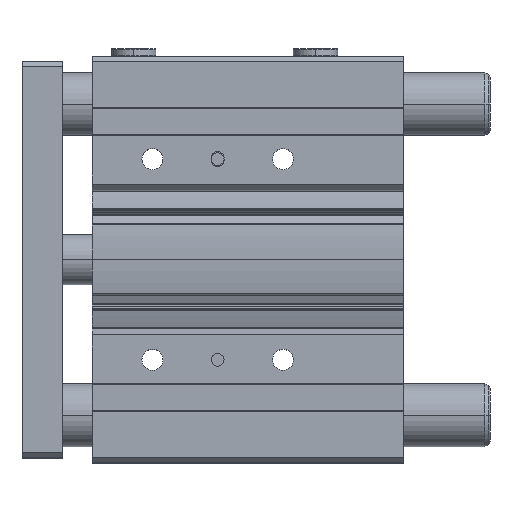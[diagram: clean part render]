
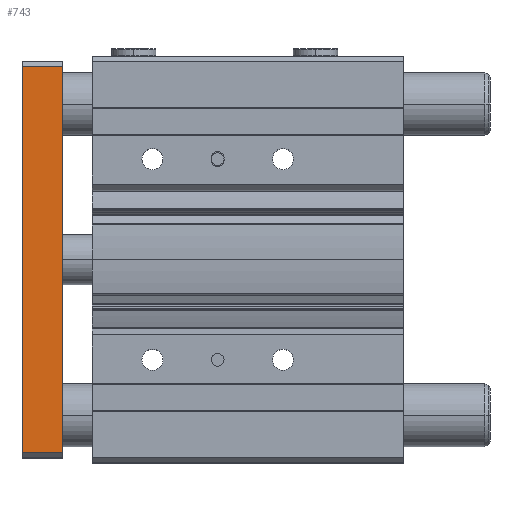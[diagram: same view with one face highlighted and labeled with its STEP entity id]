
A CAD part, top view. The second image highlights one B-rep face of the part: STEP entity #743.
In plain terms, the highlighted planar face has unit normal (0, 0, 1).
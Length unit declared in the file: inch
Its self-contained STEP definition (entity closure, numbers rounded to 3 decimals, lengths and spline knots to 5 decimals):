
#217 = CARTESIAN_POINT ( 'NONE',  ( -1.10236, 3.0315, 1.37795 ) ) ;
#357 = CARTESIAN_POINT ( 'NONE',  ( -1.10236, 3.0315, 1.37795 ) ) ;
#424 = DIRECTION ( 'NONE',  ( 1., 0., 0. ) ) ;
#743 = ADVANCED_FACE ( 'NONE', ( #5973 ), #9259, .T. ) ;
#1083 = ORIENTED_EDGE ( 'NONE', *, *, #9602, .F. ) ;
#1247 = EDGE_LOOP ( 'NONE', ( #4479, #1083, #13414, #8373 ) ) ;
#1517 = CARTESIAN_POINT ( 'NONE',  ( -0.47244, 3.0315, 1.37795 ) ) ;
#2510 = DIRECTION ( 'NONE',  ( 1., 0., 0. ) ) ;
#3523 = DIRECTION ( 'NONE',  ( 0., -1., 0. ) ) ;
#3830 = DIRECTION ( 'NONE',  ( 1., 0., 0. ) ) ;
#4198 = CARTESIAN_POINT ( 'NONE',  ( -1.10236, 3.0315, 1.37795 ) ) ;
#4225 = VECTOR ( 'NONE', #3830, 39.37008 ) ;
#4241 = VECTOR ( 'NONE', #5925, 39.37008 ) ;
#4479 = ORIENTED_EDGE ( 'NONE', *, *, #10400, .F. ) ;
#4673 = VECTOR ( 'NONE', #3523, 39.37008 ) ;
#4687 = CARTESIAN_POINT ( 'NONE',  ( -1.10236, -3.0315, 1.37795 ) ) ;
#4795 = LINE ( 'NONE', #6716, #4673 ) ;
#5642 = VERTEX_POINT ( 'NONE', #4198 ) ;
#5888 = VERTEX_POINT ( 'NONE', #13218 ) ;
#5925 = DIRECTION ( 'NONE',  ( 0., -1., 0. ) ) ;
#5973 = FACE_OUTER_BOUND ( 'NONE', #1247, .T. ) ;
#6716 = CARTESIAN_POINT ( 'NONE',  ( -1.10236, 3.0315, 1.37795 ) ) ;
#7761 = LINE ( 'NONE', #217, #8549 ) ;
#7909 = DIRECTION ( 'NONE',  ( 0., 0., 1. ) ) ;
#8110 = LINE ( 'NONE', #4687, #4225 ) ;
#8373 = ORIENTED_EDGE ( 'NONE', *, *, #8546, .T. ) ;
#8546 = EDGE_CURVE ( 'NONE', #8875, #5888, #8110, .T. ) ;
#8549 = VECTOR ( 'NONE', #424, 39.37008 ) ;
#8875 = VERTEX_POINT ( 'NONE', #12900 ) ;
#9259 = PLANE ( 'NONE',  #13820 ) ;
#9534 = EDGE_CURVE ( 'NONE', #5642, #8875, #4795, .T. ) ;
#9602 = EDGE_CURVE ( 'NONE', #5642, #10366, #7761, .T. ) ;
#10131 = CARTESIAN_POINT ( 'NONE',  ( -0.47244, 3.0315, 1.37795 ) ) ;
#10366 = VERTEX_POINT ( 'NONE', #1517 ) ;
#10400 = EDGE_CURVE ( 'NONE', #10366, #5888, #11279, .T. ) ;
#11279 = LINE ( 'NONE', #10131, #4241 ) ;
#12900 = CARTESIAN_POINT ( 'NONE',  ( -1.10236, -3.0315, 1.37795 ) ) ;
#13218 = CARTESIAN_POINT ( 'NONE',  ( -0.47244, -3.0315, 1.37795 ) ) ;
#13414 = ORIENTED_EDGE ( 'NONE', *, *, #9534, .T. ) ;
#13820 = AXIS2_PLACEMENT_3D ( 'NONE', #357, #7909, #2510 ) ;
